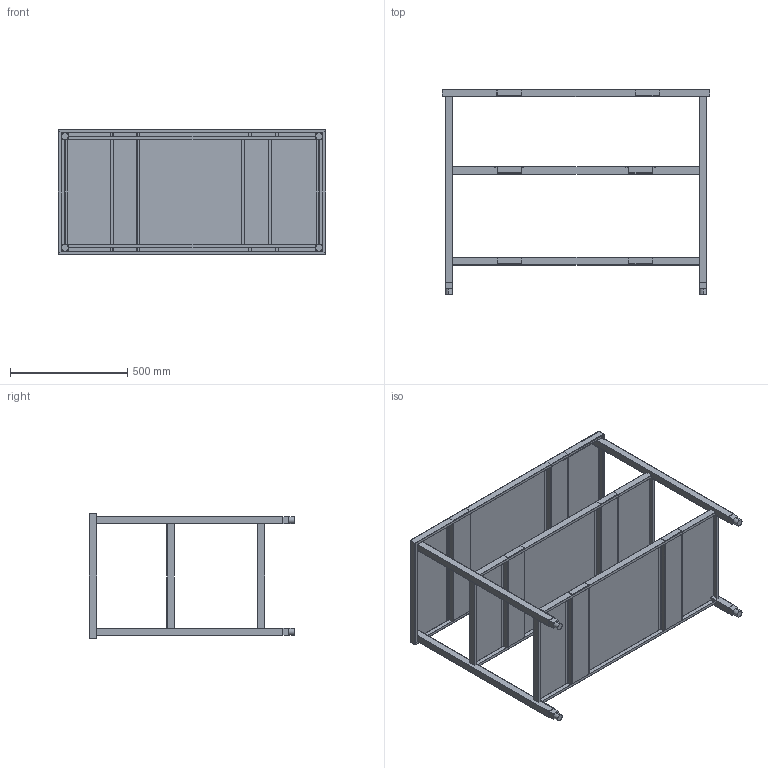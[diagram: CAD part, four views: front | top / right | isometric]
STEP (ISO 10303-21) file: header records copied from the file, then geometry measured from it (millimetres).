
FILE_DESCRIPTION (( 'STEP AP214' ), '1' );
FILE_NAME ('WT.STEP', '2025-04-16T09:43:57', ( '' ), ( '' ), 'SwSTEP 2.0', 'SolidWorks 2022', '' );
FILE_SCHEMA (( 'AUTOMOTIVE_DESIGN' ));
Length unit declared in the file: inch
Products named in the file (1): WT
Bounding box: 1143 x 877.51 x 533.4 mm (x, y, z)
Volume: 3036401.9 mm3; surface area: 5967384.1 mm2
Topology: 17 solids, 17 shells, 478 faces, 1052 edges, 608 vertices
Faces by surface type: plane 358, cylinder 104, bspline 16
Entity records: 13852 total; most frequent: CARTESIAN_POINT 2799, ORIENTED_EDGE 2104, DIRECTION 2102, EDGE_CURVE 1052, VECTOR 808, LINE 808, AXIS2_PLACEMENT_3D 647, VERTEX_POINT 608
